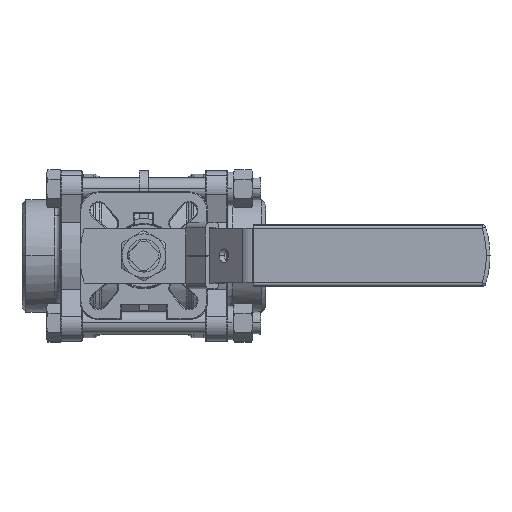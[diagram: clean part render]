
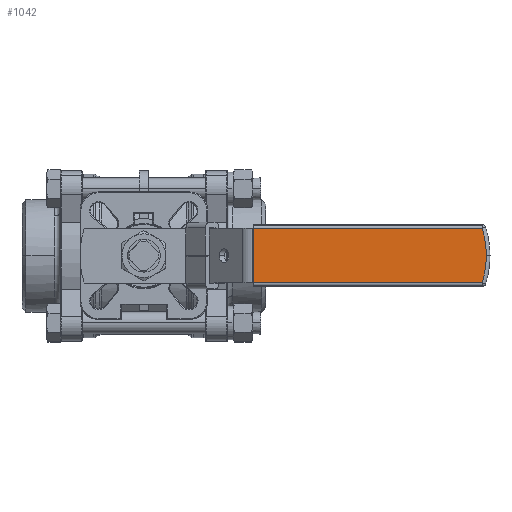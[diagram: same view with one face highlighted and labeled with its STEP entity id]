
A CAD part, top view. The second image highlights one B-rep face of the part: STEP entity #1042.
In plain terms, the highlighted planar face has unit normal (0, 0, 1).
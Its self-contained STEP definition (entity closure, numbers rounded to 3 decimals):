
#1042=ADVANCED_FACE('',(#2824),#2825,.T.);
#2824=FACE_OUTER_BOUND('',#4820,.T.);
#2825=PLANE('',#4821);
#4820=EDGE_LOOP('',(#11133,#11134,#11135,#11136,#11137));
#4821=AXIS2_PLACEMENT_3D('',#11138,#11139,#11140);
#11133=ORIENTED_EDGE('',*,*,#14478,.F.);
#11134=ORIENTED_EDGE('',*,*,#14509,.F.);
#11135=ORIENTED_EDGE('',*,*,#14482,.F.);
#11136=ORIENTED_EDGE('',*,*,#14466,.F.);
#11137=ORIENTED_EDGE('',*,*,#14518,.F.);
#11138=CARTESIAN_POINT('',(123.88,0.,124.1));
#11139=DIRECTION('',(0.0,0.0,1.0));
#11140=DIRECTION('',(1.0,0.0,0.0));
#14466=EDGE_CURVE('',#17859,#17861,#17862,.T.);
#14478=EDGE_CURVE('',#17883,#17885,#17886,.T.);
#14482=EDGE_CURVE('',#17861,#17888,#17891,.T.);
#14509=EDGE_CURVE('',#17888,#17883,#17930,.T.);
#14518=EDGE_CURVE('',#17885,#17859,#17942,.T.);
#17859=VERTEX_POINT('',#25921);
#17861=VERTEX_POINT('',#25923);
#17862=LINE('',#25924,#25925);
#17883=VERTEX_POINT('',#25951);
#17885=VERTEX_POINT('',#25953);
#17886=LINE('',#25954,#25955);
#17888=VERTEX_POINT('',#25957);
#17891=CIRCLE('',#25960,50.);
#17930=CIRCLE('',#26005,50.);
#17942=LINE('',#26021,#26022);
#25921=CARTESIAN_POINT('',(60.,15.,124.1));
#25923=CARTESIAN_POINT('',(185.697,15.,124.1));
#25924=CARTESIAN_POINT('',(123.726,15.,124.1));
#25925=VECTOR('',#30533,10.0);
#25951=CARTESIAN_POINT('',(185.697,-15.,124.1));
#25953=CARTESIAN_POINT('',(60.,-15.,124.1));
#25954=CARTESIAN_POINT('',(123.726,-15.,124.1));
#25955=VECTOR('',#30557,10.0);
#25957=CARTESIAN_POINT('',(188.,0.,124.1));
#25960=AXIS2_PLACEMENT_3D('',#30567,#30568,#30569);
#26005=AXIS2_PLACEMENT_3D('',#30636,#30637,#30638);
#26021=CARTESIAN_POINT('',(60.,17.,124.1));
#26022=VECTOR('',#30655,10.0);
#30533=DIRECTION('',(1.0,0.,0.0));
#30557=DIRECTION('',(-1.0,0.,0.0));
#30567=CARTESIAN_POINT('',(138.,0.,124.1));
#30568=DIRECTION('',(0.0,0.0,-1.0));
#30569=DIRECTION('',(1.0,0.0,0.0));
#30636=CARTESIAN_POINT('',(138.,0.,124.1));
#30637=DIRECTION('',(0.0,0.0,-1.0));
#30638=DIRECTION('',(1.0,0.0,0.0));
#30655=DIRECTION('',(0.,1.0,0.0));
